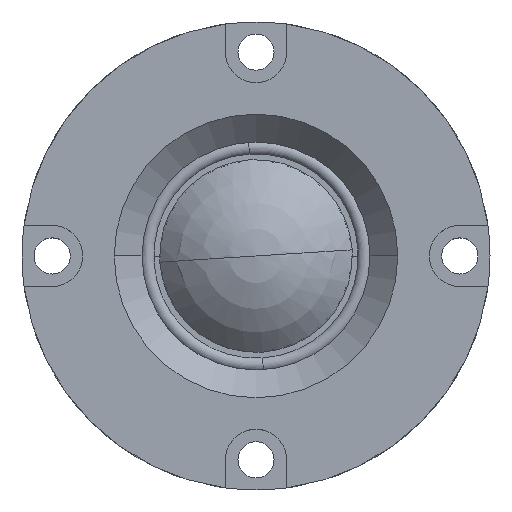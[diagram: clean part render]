
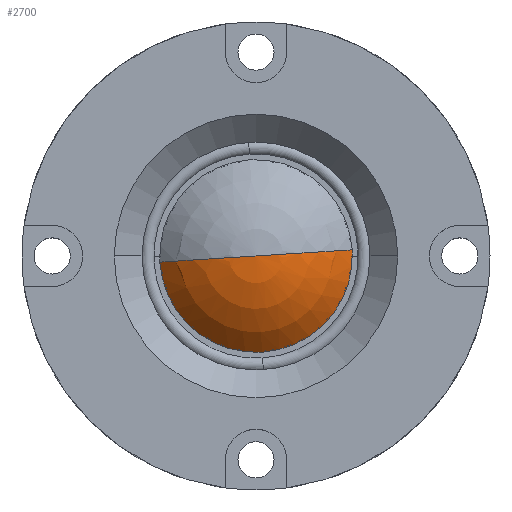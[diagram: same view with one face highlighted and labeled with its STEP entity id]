
A CAD part, top view. The second image highlights one B-rep face of the part: STEP entity #2700.
In plain terms, the highlighted spherical face has radius 13.7 mm.
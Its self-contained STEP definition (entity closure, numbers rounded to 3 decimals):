
#252 = ORIENTED_EDGE ( 'NONE', *, *, #6413, .F. ) ;
#276 = DIRECTION ( 'NONE',  ( 0., 0., 1. ) ) ;
#351 = FACE_OUTER_BOUND ( 'NONE', #387, .T. ) ;
#387 = EDGE_LOOP ( 'NONE', ( #4125, #2034, #252 ) ) ;
#472 = CARTESIAN_POINT ( 'NONE',  ( -10.379, -0.667, -1.032 ) ) ;
#842 = VERTEX_POINT ( 'NONE', #1464 ) ;
#1231 = DIRECTION ( 'NONE',  ( 0.064, -0.998, 0. ) ) ;
#1464 = CARTESIAN_POINT ( 'NONE',  ( 0.667, -10.379, -1.032 ) ) ;
#1635 = CIRCLE ( 'NONE', #2347, 10.4 ) ;
#1918 = CIRCLE ( 'NONE', #4576, 13.7 ) ;
#2007 = EDGE_CURVE ( 'NONE', #6830, #6408, #1918, .T. ) ;
#2034 = ORIENTED_EDGE ( 'NONE', *, *, #2007, .T. ) ;
#2347 = AXIS2_PLACEMENT_3D ( 'NONE', #4489, #6755, #4943 ) ;
#2531 = DIRECTION ( 'NONE',  ( -0.998, -0.064, 0. ) ) ;
#2534 = CARTESIAN_POINT ( 'NONE',  ( 0., 0., -1.032 ) ) ;
#2700 = ADVANCED_FACE ( 'NONE', ( #351 ), #5567, .T. ) ;
#3760 = EDGE_CURVE ( 'NONE', #6830, #842, #4236, .T. ) ;
#4064 = CARTESIAN_POINT ( 'NONE',  ( 0., 0., -9.95 ) ) ;
#4125 = ORIENTED_EDGE ( 'NONE', *, *, #3760, .F. ) ;
#4236 = CIRCLE ( 'NONE', #6389, 10.4 ) ;
#4489 = CARTESIAN_POINT ( 'NONE',  ( 0., 0., -1.032 ) ) ;
#4576 = AXIS2_PLACEMENT_3D ( 'NONE', #4064, #1231, #5741 ) ;
#4908 = DIRECTION ( 'NONE',  ( 0., 0., -1. ) ) ;
#4943 = DIRECTION ( 'NONE',  ( -0.064, 0.998, 0. ) ) ;
#5352 = DIRECTION ( 'NONE',  ( -0.064, 0.998, 0. ) ) ;
#5567 = SPHERICAL_SURFACE ( 'NONE', #6242, 13.7 ) ;
#5741 = DIRECTION ( 'NONE',  ( 0.998, 0.064, 0. ) ) ;
#6242 = AXIS2_PLACEMENT_3D ( 'NONE', #6566, #276, #2531 ) ;
#6389 = AXIS2_PLACEMENT_3D ( 'NONE', #2534, #4908, #5352 ) ;
#6408 = VERTEX_POINT ( 'NONE', #472 ) ;
#6413 = EDGE_CURVE ( 'NONE', #842, #6408, #1635, .T. ) ;
#6566 = CARTESIAN_POINT ( 'NONE',  ( 0., 0., -9.95 ) ) ;
#6755 = DIRECTION ( 'NONE',  ( 0., 0., -1. ) ) ;
#6830 = VERTEX_POINT ( 'NONE', #7319 ) ;
#7319 = CARTESIAN_POINT ( 'NONE',  ( 10.379, 0.667, -1.032 ) ) ;
